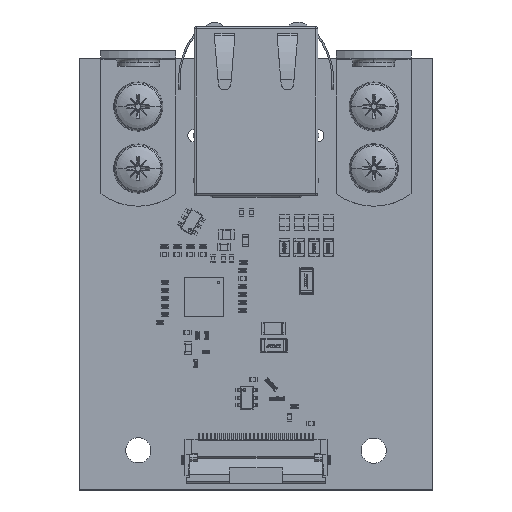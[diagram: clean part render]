
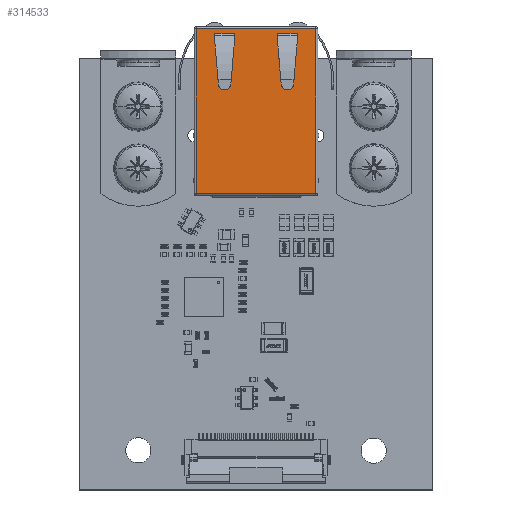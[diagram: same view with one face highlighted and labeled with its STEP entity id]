
A CAD part, top view. The second image highlights one B-rep face of the part: STEP entity #314533.
In plain terms, the highlighted planar face has unit normal (0, 0, 1).
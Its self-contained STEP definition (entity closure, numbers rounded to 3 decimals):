
#307814 = VERTEX_POINT('',#307815);
#307815 = CARTESIAN_POINT('',(-7.625,3.8,
    13.8));
#307837 = EDGE_CURVE('',#307814,#307838,#307840,.T.);
#307838 = VERTEX_POINT('',#307839);
#307839 = CARTESIAN_POINT('',(7.625,3.8,
    13.8));
#307840 = LINE('',#307841,#307842);
#307841 = CARTESIAN_POINT('',(-7.625,3.8,
    13.8));
#307842 = VECTOR('',#307843,1.);
#307843 = DIRECTION('',(1.,0.,0.));
#314471 = VERTEX_POINT('',#314472);
#314472 = CARTESIAN_POINT('',(7.625,-17.2,
    13.8));
#314479 = EDGE_CURVE('',#314471,#314480,#314482,.T.);
#314480 = VERTEX_POINT('',#314481);
#314481 = CARTESIAN_POINT('',(-7.625,-17.2,
    13.8));
#314482 = LINE('',#314483,#314484);
#314483 = CARTESIAN_POINT('',(7.625,-17.2,
    13.8));
#314484 = VECTOR('',#314485,1.);
#314485 = DIRECTION('',(-1.,0.,0.));
#314521 = EDGE_CURVE('',#314480,#307814,#314522,.T.);
#314522 = LINE('',#314523,#314524);
#314523 = CARTESIAN_POINT('',(-7.625,-17.2,
    13.8));
#314524 = VECTOR('',#314525,1.);
#314525 = DIRECTION('',(0.,1.,0.));
#314533 = ADVANCED_FACE('',(#314534,#314545,#314579),#314613,.T.);
#314534 = FACE_BOUND('',#314535,.F.);
#314535 = EDGE_LOOP('',(#314536,#314537,#314538,#314544));
#314536 = ORIENTED_EDGE('',*,*,#314521,.T.);
#314537 = ORIENTED_EDGE('',*,*,#307837,.T.);
#314538 = ORIENTED_EDGE('',*,*,#314539,.F.);
#314539 = EDGE_CURVE('',#314471,#307838,#314540,.T.);
#314540 = LINE('',#314541,#314542);
#314541 = CARTESIAN_POINT('',(7.625,-17.2,
    13.8));
#314542 = VECTOR('',#314543,1.);
#314543 = DIRECTION('',(0.,1.,0.));
#314544 = ORIENTED_EDGE('',*,*,#314479,.T.);
#314545 = FACE_BOUND('',#314546,.F.);
#314546 = EDGE_LOOP('',(#314547,#314557,#314565,#314573));
#314547 = ORIENTED_EDGE('',*,*,#314548,.F.);
#314548 = EDGE_CURVE('',#314549,#314551,#314553,.T.);
#314549 = VERTEX_POINT('',#314550);
#314550 = CARTESIAN_POINT('',(2.75,3.174,
    13.8));
#314551 = VERTEX_POINT('',#314552);
#314552 = CARTESIAN_POINT('',(5.25,3.174,
    13.8));
#314553 = LINE('',#314554,#314555);
#314554 = CARTESIAN_POINT('',(2.75,3.174,
    13.8));
#314555 = VECTOR('',#314556,1.);
#314556 = DIRECTION('',(1.,0.,0.));
#314557 = ORIENTED_EDGE('',*,*,#314558,.F.);
#314558 = EDGE_CURVE('',#314559,#314549,#314561,.T.);
#314559 = VERTEX_POINT('',#314560);
#314560 = CARTESIAN_POINT('',(2.75,2.743,
    13.8));
#314561 = LINE('',#314562,#314563);
#314562 = CARTESIAN_POINT('',(2.75,2.743,
    13.8));
#314563 = VECTOR('',#314564,1.);
#314564 = DIRECTION('',(0.,1.,0.));
#314565 = ORIENTED_EDGE('',*,*,#314566,.T.);
#314566 = EDGE_CURVE('',#314559,#314567,#314569,.T.);
#314567 = VERTEX_POINT('',#314568);
#314568 = CARTESIAN_POINT('',(5.25,2.743,
    13.8));
#314569 = LINE('',#314570,#314571);
#314570 = CARTESIAN_POINT('',(2.75,2.743,
    13.8));
#314571 = VECTOR('',#314572,1.);
#314572 = DIRECTION('',(1.,0.,0.));
#314573 = ORIENTED_EDGE('',*,*,#314574,.F.);
#314574 = EDGE_CURVE('',#314551,#314567,#314575,.T.);
#314575 = LINE('',#314576,#314577);
#314576 = CARTESIAN_POINT('',(5.25,3.174,
    13.8));
#314577 = VECTOR('',#314578,1.);
#314578 = DIRECTION('',(0.,-1.,0.));
#314579 = FACE_BOUND('',#314580,.F.);
#314580 = EDGE_LOOP('',(#314581,#314591,#314599,#314607));
#314581 = ORIENTED_EDGE('',*,*,#314582,.F.);
#314582 = EDGE_CURVE('',#314583,#314585,#314587,.T.);
#314583 = VERTEX_POINT('',#314584);
#314584 = CARTESIAN_POINT('',(-5.25,3.174,
    13.8));
#314585 = VERTEX_POINT('',#314586);
#314586 = CARTESIAN_POINT('',(-2.75,3.174,
    13.8));
#314587 = LINE('',#314588,#314589);
#314588 = CARTESIAN_POINT('',(-5.25,3.174,
    13.8));
#314589 = VECTOR('',#314590,1.);
#314590 = DIRECTION('',(1.,0.,0.));
#314591 = ORIENTED_EDGE('',*,*,#314592,.F.);
#314592 = EDGE_CURVE('',#314593,#314583,#314595,.T.);
#314593 = VERTEX_POINT('',#314594);
#314594 = CARTESIAN_POINT('',(-5.25,2.743,
    13.8));
#314595 = LINE('',#314596,#314597);
#314596 = CARTESIAN_POINT('',(-5.25,2.743,
    13.8));
#314597 = VECTOR('',#314598,1.);
#314598 = DIRECTION('',(0.,1.,0.));
#314599 = ORIENTED_EDGE('',*,*,#314600,.T.);
#314600 = EDGE_CURVE('',#314593,#314601,#314603,.T.);
#314601 = VERTEX_POINT('',#314602);
#314602 = CARTESIAN_POINT('',(-2.75,2.743,
    13.8));
#314603 = LINE('',#314604,#314605);
#314604 = CARTESIAN_POINT('',(-5.25,2.743,
    13.8));
#314605 = VECTOR('',#314606,1.);
#314606 = DIRECTION('',(1.,0.,0.));
#314607 = ORIENTED_EDGE('',*,*,#314608,.F.);
#314608 = EDGE_CURVE('',#314585,#314601,#314609,.T.);
#314609 = LINE('',#314610,#314611);
#314610 = CARTESIAN_POINT('',(-2.75,3.174,
    13.8));
#314611 = VECTOR('',#314612,1.);
#314612 = DIRECTION('',(0.,-1.,0.));
#314613 = PLANE('',#314614);
#314614 = AXIS2_PLACEMENT_3D('',#314615,#314616,#314617);
#314615 = CARTESIAN_POINT('',(7.875,4.05,
    13.8));
#314616 = DIRECTION('',(0.,0.,1.));
#314617 = DIRECTION('',(0.,-1.,0.));
